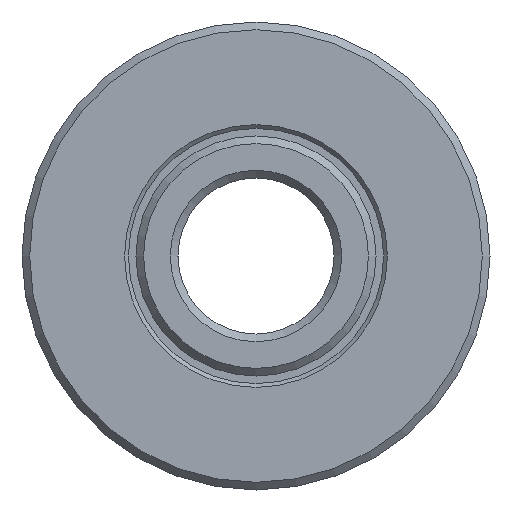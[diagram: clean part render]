
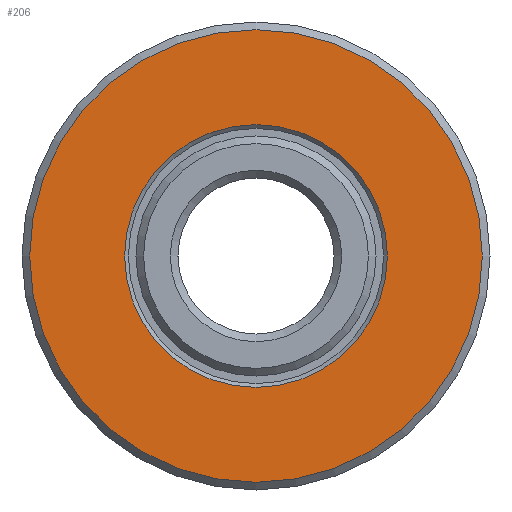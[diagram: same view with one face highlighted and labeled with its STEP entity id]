
A CAD part, left-side view. The second image highlights one B-rep face of the part: STEP entity #206.
In plain terms, the highlighted planar face has unit normal (-1, 0, 0).
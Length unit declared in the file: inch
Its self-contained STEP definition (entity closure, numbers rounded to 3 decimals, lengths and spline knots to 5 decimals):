
#21=FACE_BOUND('',#53,.T.);
#25=PLANE('',#244);
#35=FACE_OUTER_BOUND('',#52,.T.);
#52=EDGE_LOOP('',(#167));
#53=EDGE_LOOP('',(#168));
#91=CIRCLE('',#243,0.171);
#92=CIRCLE('',#245,0.2945);
#106=VERTEX_POINT('',#360);
#107=VERTEX_POINT('',#364);
#127=EDGE_CURVE('',#106,#106,#91,.T.);
#128=EDGE_CURVE('',#107,#107,#92,.T.);
#167=ORIENTED_EDGE('',*,*,#128,.F.);
#168=ORIENTED_EDGE('',*,*,#127,.T.);
#206=ADVANCED_FACE('',(#35,#21),#25,.T.);
#243=AXIS2_PLACEMENT_3D('',#362,#297,#298);
#244=AXIS2_PLACEMENT_3D('',#363,#299,#300);
#245=AXIS2_PLACEMENT_3D('',#365,#301,#302);
#297=DIRECTION('center_axis',(1.,0.,0.));
#298=DIRECTION('ref_axis',(0.,0.,-1.));
#299=DIRECTION('center_axis',(-1.,0.,0.));
#300=DIRECTION('ref_axis',(0.,0.,1.));
#301=DIRECTION('center_axis',(1.,0.,0.));
#302=DIRECTION('ref_axis',(0.,0.,-1.));
#360=CARTESIAN_POINT('',(0.32,-0.171,0.));
#362=CARTESIAN_POINT('Origin',(0.32,0.,0.));
#363=CARTESIAN_POINT('Origin',(0.32,0.2945,0.));
#364=CARTESIAN_POINT('',(0.32,-0.2945,0.));
#365=CARTESIAN_POINT('Origin',(0.32,0.,0.));
